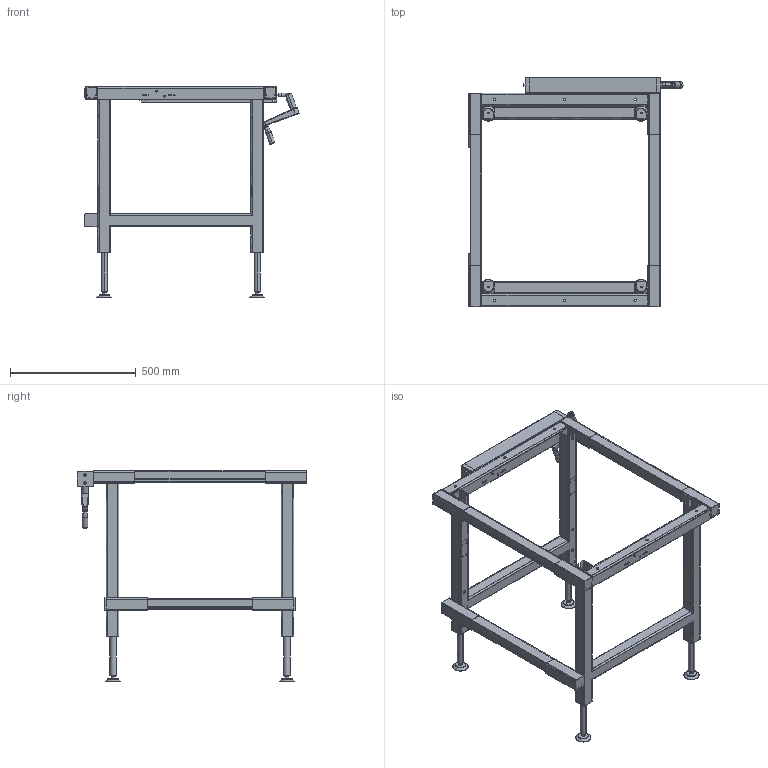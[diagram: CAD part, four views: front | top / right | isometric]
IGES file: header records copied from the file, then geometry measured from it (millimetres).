
Start section: SolidWorks IGES file using analytic representation for surfaces
Global section: file name: LH4T 36.IGS; native system: SolidWorks 2014; preprocessor: SolidWorks 2014; author: Happy User; date: 141020.172545; units: inch
Bounding box: 851.43 x 914.4 x 839.61 mm (x, y, z)
Volume: 8510374.4 mm3; surface area: 3111869.8 mm2
Topology: 1 solids, 2 shells, 915 faces, 2442 edges, 1533 vertices
Faces by surface type: revolution 497, plane 414, bspline 4
